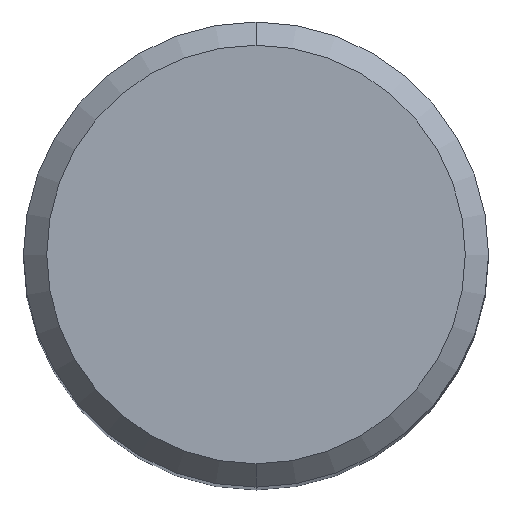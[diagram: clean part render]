
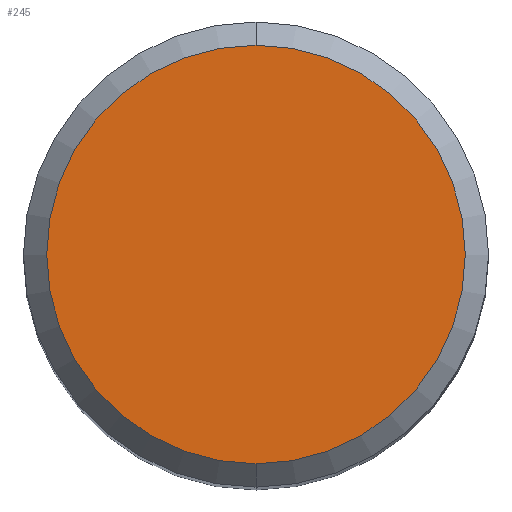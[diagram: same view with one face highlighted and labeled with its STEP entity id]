
A CAD part, top view. The second image highlights one B-rep face of the part: STEP entity #245.
In plain terms, the highlighted planar face has unit normal (0, 0, 1).
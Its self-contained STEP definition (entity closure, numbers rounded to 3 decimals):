
#211=VERTEX_POINT('',#515);
#245=ADVANCED_FACE('',(#553),#554,.T.);
#253=EDGE_CURVE('',#381,#211,#563,.T.);
#349=EDGE_CURVE('',#211,#381,#668,.T.);
#381=VERTEX_POINT('',#704);
#515=CARTESIAN_POINT('',(0.,-5.4,0.0));
#553=FACE_OUTER_BOUND('',#919,.T.);
#554=PLANE('',#920);
#563=CIRCLE('',#933,5.4);
#668=CIRCLE('',#1216,5.4);
#704=CARTESIAN_POINT('',(0.0,5.4,0.0));
#919=EDGE_LOOP('',(#1568,#1569));
#920=AXIS2_PLACEMENT_3D('',#1570,#1571,#1572);
#933=AXIS2_PLACEMENT_3D('',#1593,#1594,#1595);
#1216=AXIS2_PLACEMENT_3D('',#1699,#1700,#1701);
#1568=ORIENTED_EDGE('',*,*,#253,.F.);
#1569=ORIENTED_EDGE('',*,*,#349,.F.);
#1570=CARTESIAN_POINT('',(0.0,2.7,0.0));
#1571=DIRECTION('',(-0.0,0.0,1.0));
#1572=DIRECTION('',(0.0,-1.0,0.0));
#1593=CARTESIAN_POINT('',(0.0,0.0,0.0));
#1594=DIRECTION('',(0.0,0.0,-1.0));
#1595=DIRECTION('',(0.0,1.0,0.0));
#1699=CARTESIAN_POINT('',(0.0,0.0,0.0));
#1700=DIRECTION('',(0.0,0.0,-1.0));
#1701=DIRECTION('',(0.0,1.0,0.0));
